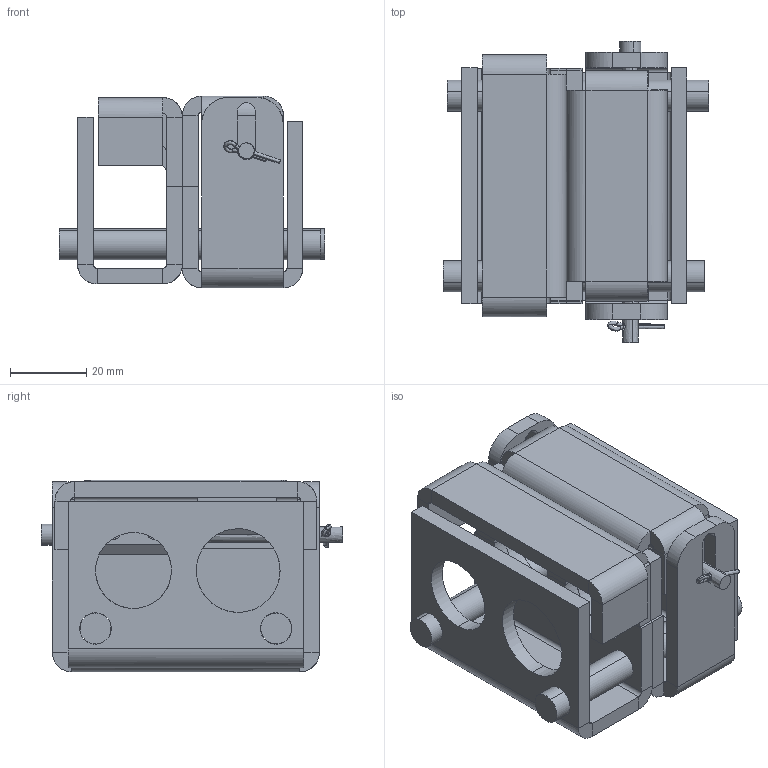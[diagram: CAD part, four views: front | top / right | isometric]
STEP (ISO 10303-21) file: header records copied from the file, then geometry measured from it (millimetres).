
FILE_DESCRIPTION(('FreeCAD Model'),'2;1');
FILE_NAME('Open CASCADE Shape Model','2025-05-03T10:45:44',('FreeCAD'),( 'FreeCAD'),'Open CASCADE STEP processor 7.6','FreeCAD','Unknown');
FILE_SCHEMA(('AUTOMOTIVE_DESIGN { 1 0 10303 214 1 1 1 1 }'));
Length unit declared in the file: millimetre
Products named in the file (1): Open CASCADE STEP translator 7.6 1
Bounding box: 69.63 x 78.91 x 50.24 mm (x, y, z)
Volume: 78459.6 mm3; surface area: 48167.8 mm2
Topology: 14 solids, 14 shells, 311 faces, 730 edges, 450 vertices
Faces by surface type: bspline 311
Entity records: 9164 total; most frequent: CARTESIAN_POINT 4805, ORIENTED_EDGE 1460, EDGE_CURVE 730, B_SPLINE_CURVE_WITH_KNOTS 452, VERTEX_POINT 450, FACE_BOUND 370, EDGE_LOOP 370, ADVANCED_FACE 311
